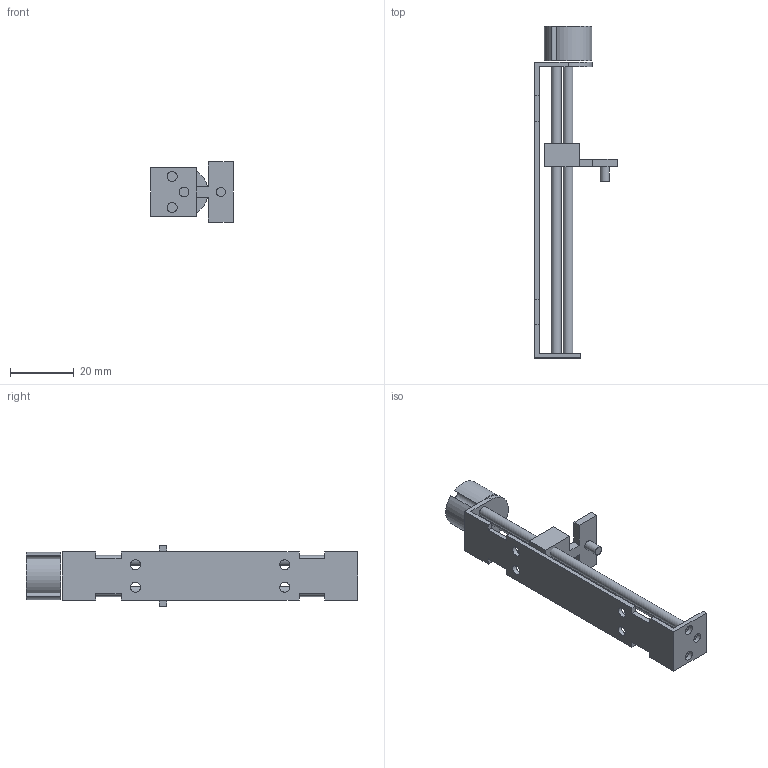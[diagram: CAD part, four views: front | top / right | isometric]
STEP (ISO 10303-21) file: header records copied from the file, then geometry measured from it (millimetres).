
FILE_DESCRIPTION(/* description */ (''),/* implementation_level */ '2;1');
FILE_NAME(/* name */ 'Assebmly_Linear_Stepper_90mm.iam.step',/* time_stamp */ '2022-11-29T08:57:39+01:00',/* author */ ('diederichbenedict'),/* organization */ (''),/* preprocessor_version */ 'ST-DEVELOPER v18.1',/* originating_system */ 'Autodesk Inventor 2022',/* authorisation */ '');
FILE_SCHEMA (('AUTOMOTIVE_DESIGN { 1 0 10303 214 3 1 1 }'));
Length unit declared in the file: millimetre
Products named in the file (3): Assebmly_Linear_Stepper_90mm; 00_Linear_Stepper_90mm; 00_Linear_Stepper_90mm_slide
Assembly tree (2 placements, depth 2):
  Assebmly_Linear_Stepper_90mm
    00_Linear_Stepper_90mm
    00_Linear_Stepper_90mm_slide
Bounding box: 25.96 x 104.26 x 18.88 mm (x, y, z)
Volume: 7492.4 mm3; surface area: 8943.2 mm2
Topology: 6 solids, 6 shells, 71 faces, 186 edges, 128 vertices
Faces by surface type: plane 48, cylinder 23
Full cylindrical faces by diameter (mm): 2.5 x2, 2.87 x1, 3 x5, 3.1 x6, 3.14 x4
Entity records: 2380 total; most frequent: DIRECTION 396, CARTESIAN_POINT 390, ORIENTED_EDGE 372, EDGE_CURVE 186, AXIS2_PLACEMENT_3D 134, LINE 128, VECTOR 128, VERTEX_POINT 128
